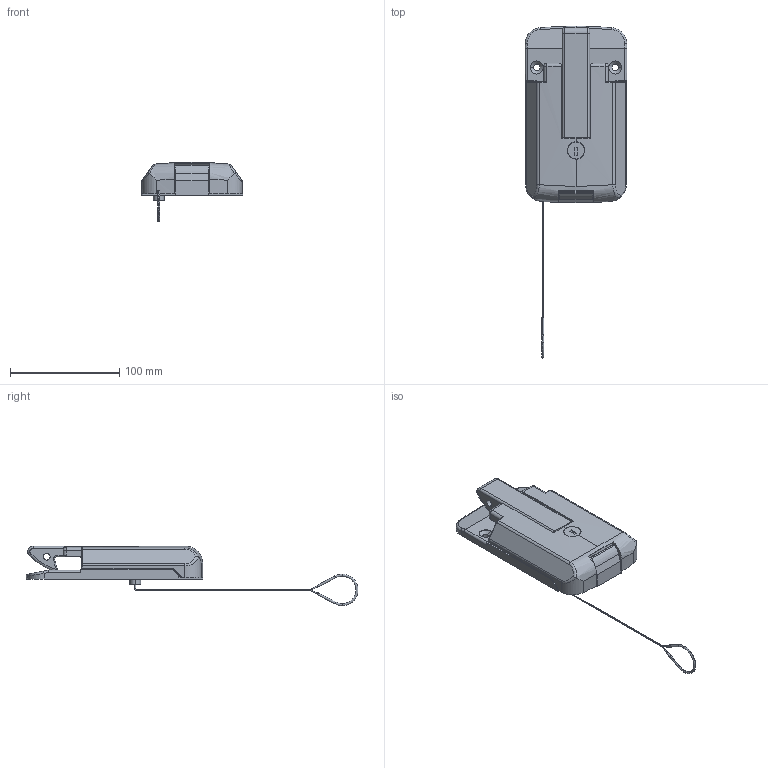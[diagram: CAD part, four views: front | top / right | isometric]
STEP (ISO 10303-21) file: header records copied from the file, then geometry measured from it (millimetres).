
FILE_DESCRIPTION (( 'STEP AP203' ), '1' );
FILE_NAME ('sone3D.STEP', '2018-01-29T08:57:48', ( '' ), ( '' ), 'SwSTEP 2.0', 'SolidWorks 2014', '' );
FILE_SCHEMA (( 'CONFIG_CONTROL_DESIGN' ));
Length unit declared in the file: millimetre
Products named in the file (13): FA-812-C-2僼僢僋墴偝偊R; FA-812-C-2ƒqƒ“ƒWƒsƒ“‰Ÿ‚³‚¦; FA-812-C-2非常解除フック; FA-812-C-2僶僱庴偗僾儗乕僩; FA-812-C-2儘乕僞乕; FA-812-C-2儚僀儎乕; FA-812-C-2ベース; 十字穴付なべねじ(SW付)M4_M4×8; FA-812-C-2僴僂僕儞僌; FA-812-C-2-E_M4皿ネジ; FA-812-C-2僇儅_S; sone3D; FA-812-C-2僼僢僋墴偝偊L
Assembly tree (18 placements, depth 2):
  sone3D
    FA-812-C-2ベース
    FA-812-C-2僴僂僕儞僌
    FA-812-C-2僇儅_S
    FA-812-C-2僼僢僋墴偝偊L
    FA-812-C-2僼僢僋墴偝偊R
    FA-812-C-2ƒqƒ“ƒWƒsƒ“‰Ÿ‚³‚¦
    FA-812-C-2僶僱庴偗僾儗乕僩
    FA-812-C-2非常解除フック
    FA-812-C-2儘乕僞乕
    FA-812-C-2儚僀儎乕
    十字穴付なべねじ(SW付)M4_M4×8  x2
    FA-812-C-2-E_M4皿ネジ  x6
Bounding box: 93 x 303.95 x 54.45 mm (x, y, z)
Volume: 202628.1 mm3; surface area: 92837.6 mm2
Topology: 18 solids, 18 shells, 790 faces, 2008 edges, 1270 vertices
Faces by surface type: plane 381, cylinder 306, torus 48, cone 30, bspline 13, sphere 12
Entity records: 21595 total; most frequent: CARTESIAN_POINT 4437, DIRECTION 3361, ORIENTED_EDGE 3236, EDGE_CURVE 1618, AXIS2_PLACEMENT_3D 1197, VERTEX_POINT 1024, VECTOR 967, LINE 967
